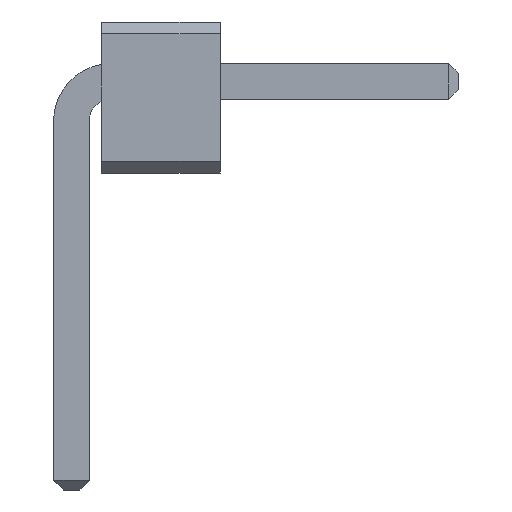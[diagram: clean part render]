
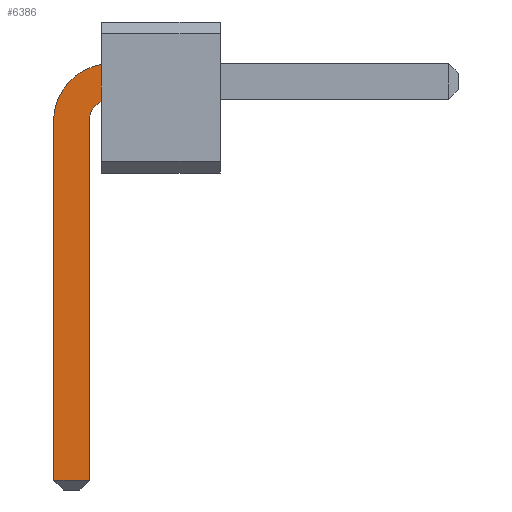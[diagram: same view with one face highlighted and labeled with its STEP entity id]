
A CAD part, front view. The second image highlights one B-rep face of the part: STEP entity #6386.
In plain terms, the highlighted planar face has unit normal (0, -1, 0).
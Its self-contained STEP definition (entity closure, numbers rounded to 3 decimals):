
#2302 = VERTEX_POINT('',#2303);
#2303 = CARTESIAN_POINT('',(0.25,-15.15,0.779));
#2311 = EDGE_CURVE('',#2302,#2312,#2314,.T.);
#2312 = VERTEX_POINT('',#2313);
#2313 = CARTESIAN_POINT('',(0.25,-15.15,0.467));
#2314 = LINE('',#2315,#2316);
#2315 = CARTESIAN_POINT('',(0.25,-15.15,0.1));
#2316 = VECTOR('',#2317,1.);
#2317 = DIRECTION('',(0.,0.,-1.));
#6301 = VERTEX_POINT('',#6302);
#6302 = CARTESIAN_POINT('',(-0.15,-15.15,0.335));
#6308 = EDGE_CURVE('',#6301,#2302,#6309,.T.);
#6309 = CIRCLE('',#6310,0.485);
#6310 = AXIS2_PLACEMENT_3D('',#6311,#6312,#6313);
#6311 = CARTESIAN_POINT('',(0.333,-15.15,0.302));
#6312 = DIRECTION('',(0.,1.,0.));
#6313 = DIRECTION('',(-0.998,0.,
0.069));
#6367 = EDGE_CURVE('',#2312,#6368,#6370,.T.);
#6368 = VERTEX_POINT('',#6369);
#6369 = CARTESIAN_POINT('',(0.15,-15.15,0.335));
#6370 = CIRCLE('',#6371,0.194);
#6371 = AXIS2_PLACEMENT_3D('',#6372,#6373,#6374);
#6372 = CARTESIAN_POINT('',(0.34,-15.15,0.295));
#6373 = DIRECTION('',(0.,-1.,0.));
#6374 = DIRECTION('',(-0.207,0.,0.978)
);
#6386 = ADVANCED_FACE('',(#6387),#6414,.F.);
#6387 = FACE_BOUND('',#6388,.F.);
#6388 = EDGE_LOOP('',(#6389,#6390,#6391,#6399,#6407,#6413));
#6389 = ORIENTED_EDGE('',*,*,#2311,.T.);
#6390 = ORIENTED_EDGE('',*,*,#6367,.T.);
#6391 = ORIENTED_EDGE('',*,*,#6392,.T.);
#6392 = EDGE_CURVE('',#6368,#6393,#6395,.T.);
#6393 = VERTEX_POINT('',#6394);
#6394 = CARTESIAN_POINT('',(0.15,-15.15,-2.72));
#6395 = LINE('',#6396,#6397);
#6396 = CARTESIAN_POINT('',(0.15,-15.15,0.335));
#6397 = VECTOR('',#6398,1.);
#6398 = DIRECTION('',(0.,0.,-1.));
#6399 = ORIENTED_EDGE('',*,*,#6400,.T.);
#6400 = EDGE_CURVE('',#6393,#6401,#6403,.T.);
#6401 = VERTEX_POINT('',#6402);
#6402 = CARTESIAN_POINT('',(-0.15,-15.15,-2.72));
#6403 = LINE('',#6404,#6405);
#6404 = CARTESIAN_POINT('',(0.15,-15.15,-2.72));
#6405 = VECTOR('',#6406,1.);
#6406 = DIRECTION('',(-1.,0.,0.));
#6407 = ORIENTED_EDGE('',*,*,#6408,.T.);
#6408 = EDGE_CURVE('',#6401,#6301,#6409,.T.);
#6409 = LINE('',#6410,#6411);
#6410 = CARTESIAN_POINT('',(-0.15,-15.15,-2.8));
#6411 = VECTOR('',#6412,1.);
#6412 = DIRECTION('',(0.,0.,1.));
#6413 = ORIENTED_EDGE('',*,*,#6308,.T.);
#6414 = PLANE('',#6415);
#6415 = AXIS2_PLACEMENT_3D('',#6416,#6417,#6418);
#6416 = CARTESIAN_POINT('',(0.841,-15.15,-0.301));
#6417 = DIRECTION('',(0.,1.,-0.));
#6418 = DIRECTION('',(0.,0.,-1.));
